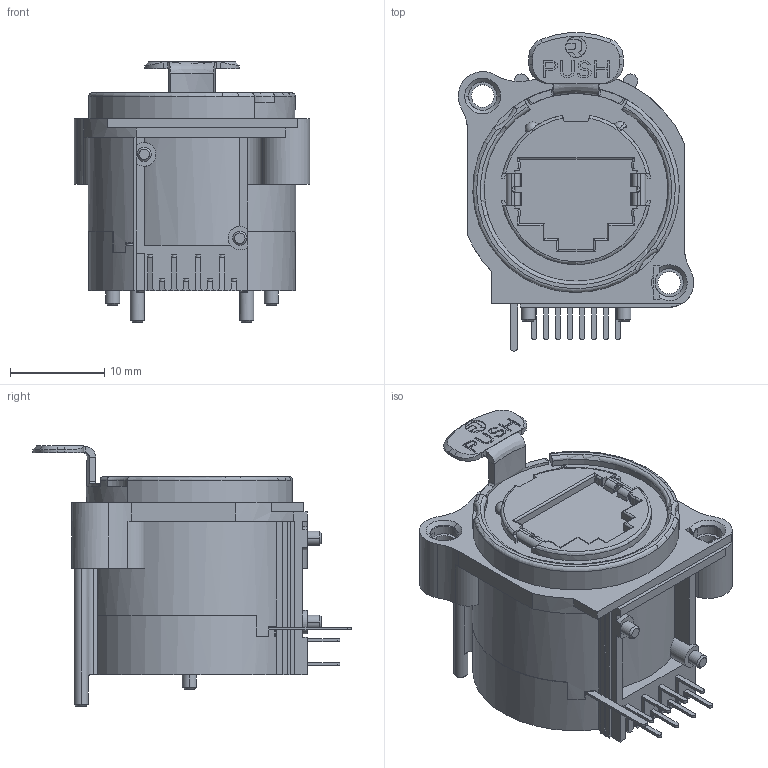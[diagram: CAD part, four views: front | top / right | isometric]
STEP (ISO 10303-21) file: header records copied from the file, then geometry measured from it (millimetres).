
FILE_DESCRIPTION((''),'2;1');
FILE_NAME('RRE8F-A-000_SW0002','2024-04-28T16:32:45',('zhj'),(''),'CREO PARAMETRIC BY PTC INC, 2021184','CREO PARAMETRIC BY PTC INC, 2021184','');
FILE_SCHEMA(('CONFIG_CONTROL_DESIGN'));
Length unit declared in the file: millimetre
Products named in the file (1): RRE8F-A-000_SW0002
Bounding box: 25 x 33.76 x 27.6 mm (x, y, z)
Volume: 8683 mm3; surface area: 3905.2 mm2
Topology: 1 solids, 2 shells, 689 faces, 1943 edges, 1265 vertices
Faces by surface type: plane 484, cylinder 133, cone 31, torus 20, bspline 10, extrusion 8, sphere 3
Entity records: 23384 total; most frequent: CARTESIAN_POINT 5590, ORIENTED_EDGE 3876, DIRECTION 3479, EDGE_CURVE 1938, VECTOR 1369, LINE 1361, VERTEX_POINT 1265, AXIS2_PLACEMENT_3D 1055
